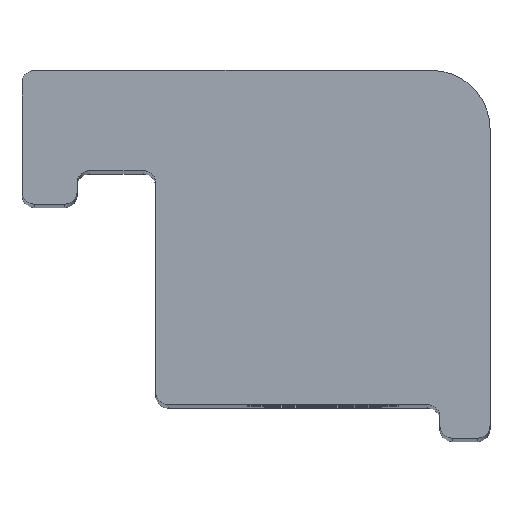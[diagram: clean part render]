
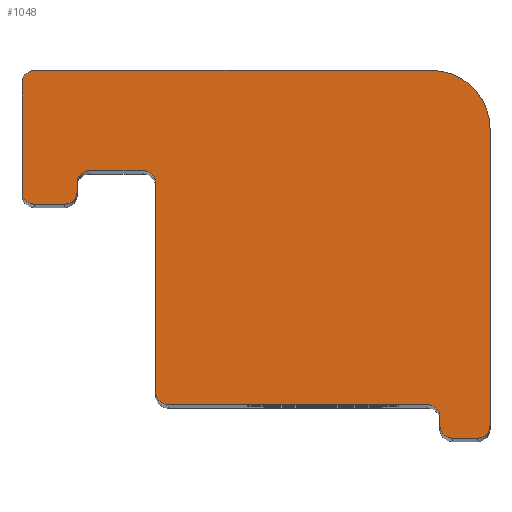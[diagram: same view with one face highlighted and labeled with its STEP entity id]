
A CAD part, top view. The second image highlights one B-rep face of the part: STEP entity #1048.
In plain terms, the highlighted planar face has unit normal (0, 0, 1).
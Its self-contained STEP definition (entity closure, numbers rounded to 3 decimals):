
#330=CARTESIAN_POINT('',(16.5,20.,60.0));
#331=VERTEX_POINT('',#330);
#338=CARTESIAN_POINT('',(20.,16.5,60.0));
#339=VERTEX_POINT('',#338);
#340=CARTESIAN_POINT('',(16.5,16.5,60.0));
#341=DIRECTION('',(0.0,0.0,-1.0));
#342=DIRECTION('',(1.0,0.0,0.0));
#343=AXIS2_PLACEMENT_3D('',#340,#341,#342);
#344=CIRCLE('',#343,3.5);
#345=EDGE_CURVE('',#331,#339,#344,.T.);
#553=CARTESIAN_POINT('',(20.,-1.25,60.0));
#554=VERTEX_POINT('',#553);
#555=CARTESIAN_POINT('',(19.25,-2.,60.0));
#556=VERTEX_POINT('',#555);
#557=CARTESIAN_POINT('',(19.25,-1.25,60.0));
#558=DIRECTION('',(0.0,0.0,-1.0));
#559=DIRECTION('',(0.0,-1.0,0.0));
#560=AXIS2_PLACEMENT_3D('',#557,#558,#559);
#561=CIRCLE('',#560,0.75);
#562=EDGE_CURVE('',#554,#556,#561,.T.);
#585=CARTESIAN_POINT('',(17.75,-2.,60.0));
#586=VERTEX_POINT('',#585);
#587=CARTESIAN_POINT('',(19.25,-2.,60.0));
#588=DIRECTION('',(-1.0,0.0,0.0));
#589=VECTOR('',#588,1.5);
#590=LINE('',#587,#589);
#591=EDGE_CURVE('',#556,#586,#590,.T.);
#609=CARTESIAN_POINT('',(17.,-1.25,60.0));
#610=VERTEX_POINT('',#609);
#611=CARTESIAN_POINT('',(17.75,-1.25,60.0));
#612=DIRECTION('',(0.0,0.0,-1.0));
#613=DIRECTION('',(-1.0,0.0,0.0));
#614=AXIS2_PLACEMENT_3D('',#611,#612,#613);
#615=CIRCLE('',#614,0.75);
#616=EDGE_CURVE('',#586,#610,#615,.T.);
#634=CARTESIAN_POINT('',(17.,-0.75,60.0));
#635=VERTEX_POINT('',#634);
#636=CARTESIAN_POINT('',(17.,-1.25,60.0));
#637=DIRECTION('',(0.0,1.0,0.0));
#638=VECTOR('',#637,0.5);
#639=LINE('',#636,#638);
#640=EDGE_CURVE('',#610,#635,#639,.T.);
#658=CARTESIAN_POINT('',(16.25,0.,60.0));
#659=VERTEX_POINT('',#658);
#660=CARTESIAN_POINT('',(16.25,-0.75,60.0));
#661=DIRECTION('',(0.0,0.0,1.0));
#662=DIRECTION('',(-1.0,0.0,0.0));
#663=AXIS2_PLACEMENT_3D('',#660,#661,#662);
#664=CIRCLE('',#663,0.75);
#665=EDGE_CURVE('',#635,#659,#664,.T.);
#683=CARTESIAN_POINT('',(0.75,0.,60.0));
#684=VERTEX_POINT('',#683);
#685=CARTESIAN_POINT('',(16.25,0.,60.0));
#686=DIRECTION('',(-1.0,0.0,0.0));
#687=VECTOR('',#686,15.5);
#688=LINE('',#685,#687);
#689=EDGE_CURVE('',#659,#684,#688,.T.);
#716=CARTESIAN_POINT('',(0.,0.75,60.0));
#717=VERTEX_POINT('',#716);
#718=CARTESIAN_POINT('',(0.75,0.75,60.0));
#719=DIRECTION('',(0.0,0.0,-1.0));
#720=DIRECTION('',(-1.0,0.0,0.0));
#721=AXIS2_PLACEMENT_3D('',#718,#719,#720);
#722=CIRCLE('',#721,0.75);
#723=EDGE_CURVE('',#684,#717,#722,.T.);
#741=CARTESIAN_POINT('',(0.,13.25,60.0));
#742=VERTEX_POINT('',#741);
#743=CARTESIAN_POINT('',(0.,0.75,60.0));
#744=DIRECTION('',(0.0,1.0,0.0));
#745=VECTOR('',#744,12.5);
#746=LINE('',#743,#745);
#747=EDGE_CURVE('',#717,#742,#746,.T.);
#765=CARTESIAN_POINT('',(-0.75,14.,60.0));
#766=VERTEX_POINT('',#765);
#767=CARTESIAN_POINT('',(-0.75,13.25,60.0));
#768=DIRECTION('',(0.0,0.0,1.0));
#769=DIRECTION('',(-1.0,0.0,0.0));
#770=AXIS2_PLACEMENT_3D('',#767,#768,#769);
#771=CIRCLE('',#770,0.75);
#772=EDGE_CURVE('',#742,#766,#771,.T.);
#790=CARTESIAN_POINT('',(-3.95,14.,60.0));
#791=VERTEX_POINT('',#790);
#792=CARTESIAN_POINT('',(-0.75,14.,60.0));
#793=DIRECTION('',(-1.0,0.0,0.0));
#794=VECTOR('',#793,3.2);
#795=LINE('',#792,#794);
#796=EDGE_CURVE('',#766,#791,#795,.T.);
#814=CARTESIAN_POINT('',(-4.7,13.25,60.0));
#815=VERTEX_POINT('',#814);
#816=CARTESIAN_POINT('',(-3.95,13.25,60.0));
#817=DIRECTION('',(0.0,0.0,1.0));
#818=DIRECTION('',(0.0,-1.0,0.0));
#819=AXIS2_PLACEMENT_3D('',#816,#817,#818);
#820=CIRCLE('',#819,0.75);
#821=EDGE_CURVE('',#791,#815,#820,.T.);
#839=CARTESIAN_POINT('',(-4.7,12.75,60.0));
#840=VERTEX_POINT('',#839);
#841=CARTESIAN_POINT('',(-4.7,13.25,60.0));
#842=DIRECTION('',(0.0,-1.0,0.0));
#843=VECTOR('',#842,0.5);
#844=LINE('',#841,#843);
#845=EDGE_CURVE('',#815,#840,#844,.T.);
#863=CARTESIAN_POINT('',(-5.45,12.,60.0));
#864=VERTEX_POINT('',#863);
#865=CARTESIAN_POINT('',(-5.45,12.75,60.0));
#866=DIRECTION('',(0.0,0.0,-1.0));
#867=DIRECTION('',(0.0,-1.0,0.0));
#868=AXIS2_PLACEMENT_3D('',#865,#866,#867);
#869=CIRCLE('',#868,0.75);
#870=EDGE_CURVE('',#840,#864,#869,.T.);
#888=CARTESIAN_POINT('',(-7.25,12.,60.0));
#889=VERTEX_POINT('',#888);
#890=CARTESIAN_POINT('',(-5.45,12.,60.0));
#891=DIRECTION('',(-1.0,0.0,0.0));
#892=VECTOR('',#891,1.8);
#893=LINE('',#890,#892);
#894=EDGE_CURVE('',#864,#889,#893,.T.);
#912=CARTESIAN_POINT('',(-8.,12.75,60.0));
#913=VERTEX_POINT('',#912);
#914=CARTESIAN_POINT('',(-7.25,12.75,60.0));
#915=DIRECTION('',(0.0,0.0,-1.0));
#916=DIRECTION('',(-1.0,0.0,0.0));
#917=AXIS2_PLACEMENT_3D('',#914,#915,#916);
#918=CIRCLE('',#917,0.75);
#919=EDGE_CURVE('',#889,#913,#918,.T.);
#937=CARTESIAN_POINT('',(-8.,19.25,60.0));
#938=VERTEX_POINT('',#937);
#939=CARTESIAN_POINT('',(-8.,12.75,60.0));
#940=DIRECTION('',(0.0,1.0,0.0));
#941=VECTOR('',#940,6.5);
#942=LINE('',#939,#941);
#943=EDGE_CURVE('',#913,#938,#942,.T.);
#961=CARTESIAN_POINT('',(-7.25,20.,60.0));
#962=VERTEX_POINT('',#961);
#963=CARTESIAN_POINT('',(-7.25,19.25,60.0));
#964=DIRECTION('',(0.0,0.0,-1.0));
#965=DIRECTION('',(0.0,1.0,0.0));
#966=AXIS2_PLACEMENT_3D('',#963,#964,#965);
#967=CIRCLE('',#966,0.75);
#968=EDGE_CURVE('',#938,#962,#967,.T.);
#992=CARTESIAN_POINT('',(-7.25,20.,60.0));
#993=DIRECTION('',(1.0,0.0,0.0));
#994=VECTOR('',#993,23.75);
#995=LINE('',#992,#994);
#996=EDGE_CURVE('',#962,#331,#995,.T.);
#1009=CARTESIAN_POINT('',(20.,16.5,60.0));
#1010=DIRECTION('',(0.0,-1.0,0.0));
#1011=VECTOR('',#1010,17.75);
#1012=LINE('',#1009,#1011);
#1013=EDGE_CURVE('',#339,#554,#1012,.T.);
#1021=CARTESIAN_POINT('',(6.991,10.586,60.0));
#1022=DIRECTION('',(0.0,0.0,1.0));
#1023=DIRECTION('',(1.0,0.0,0.0));
#1024=AXIS2_PLACEMENT_3D('',#1021,#1022,#1023);
#1025=PLANE('',#1024);
#1026=ORIENTED_EDGE('',*,*,#562,.F.);
#1027=ORIENTED_EDGE('',*,*,#1013,.F.);
#1028=ORIENTED_EDGE('',*,*,#345,.F.);
#1029=ORIENTED_EDGE('',*,*,#996,.F.);
#1030=ORIENTED_EDGE('',*,*,#968,.F.);
#1031=ORIENTED_EDGE('',*,*,#943,.F.);
#1032=ORIENTED_EDGE('',*,*,#919,.F.);
#1033=ORIENTED_EDGE('',*,*,#894,.F.);
#1034=ORIENTED_EDGE('',*,*,#870,.F.);
#1035=ORIENTED_EDGE('',*,*,#845,.F.);
#1036=ORIENTED_EDGE('',*,*,#821,.F.);
#1037=ORIENTED_EDGE('',*,*,#796,.F.);
#1038=ORIENTED_EDGE('',*,*,#772,.F.);
#1039=ORIENTED_EDGE('',*,*,#747,.F.);
#1040=ORIENTED_EDGE('',*,*,#723,.F.);
#1041=ORIENTED_EDGE('',*,*,#689,.F.);
#1042=ORIENTED_EDGE('',*,*,#665,.F.);
#1043=ORIENTED_EDGE('',*,*,#640,.F.);
#1044=ORIENTED_EDGE('',*,*,#616,.F.);
#1045=ORIENTED_EDGE('',*,*,#591,.F.);
#1046=EDGE_LOOP('',(#1026,#1027,#1028,#1029,#1030,#1031,#1032,#1033,#1034,#1035,#1036,#1037,#1038,#1039,#1040,#1041,#1042,#1043,#1044,#1045));
#1047=FACE_OUTER_BOUND('',#1046,.T.);
#1048=ADVANCED_FACE('',(#1047),#1025,.T.);
